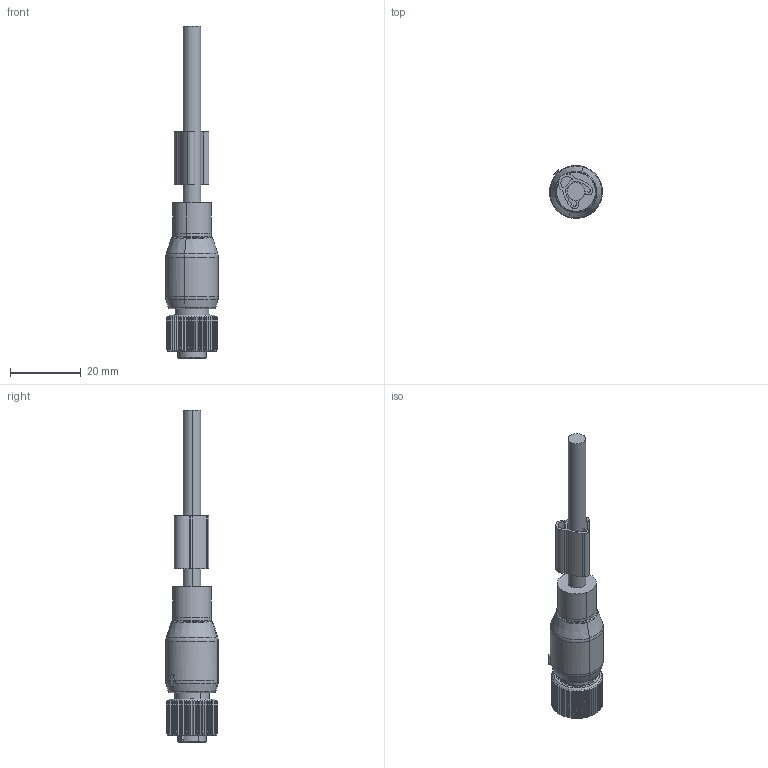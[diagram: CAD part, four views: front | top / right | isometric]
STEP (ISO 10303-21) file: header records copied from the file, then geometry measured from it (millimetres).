
FILE_DESCRIPTION(('CATIA V5 STEP Exchange','CAx-IF Rec.Pracs.--- Model Styling and Organization---1.4--- 2014-01-23'),'2;1');
FILE_NAME ('024304-2_0_1867411000_1867411000.stp','2021-03-25T11:03:07+00:00',('none'),('Weidmueller'),'CATIA Version 5-6 Release 2016 SP3 HF44','CATIA V5 STEP AP214','none');
FILE_SCHEMA(('AUTOMOTIVE_DESIGN { 1 0 10303 214 1 1 1 1 }'));
Length unit declared in the file: millimetre
Products named in the file (1): 1867411000
Bounding box: 14.98 x 14.98 x 94 mm (x, y, z)
Volume: 9568.2 mm3; surface area: 9674.1 mm2
Topology: 17 solids, 17 shells, 914 faces, 2385 edges, 1523 vertices
Faces by surface type: cylinder 365, plane 309, cone 106, torus 90, bspline 40, revolution 4
Entity records: 28028 total; most frequent: CARTESIAN_POINT 7936, ORIENTED_EDGE 4738, DIRECTION 3025, EDGE_CURVE 2369, AXIS2_PLACEMENT_3D 1523, VERTEX_POINT 1523, EDGE_LOOP 988, CIRCLE 916
